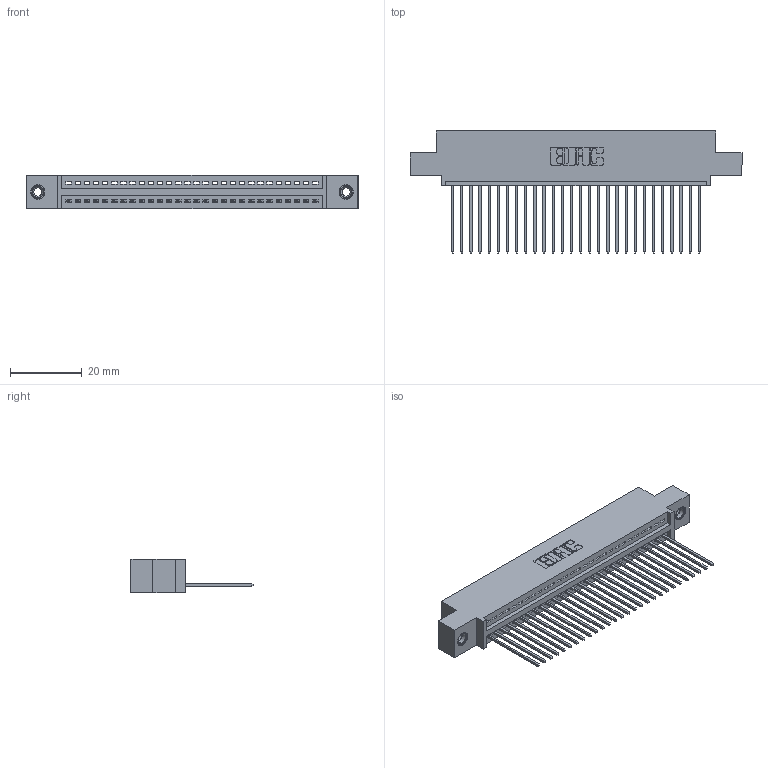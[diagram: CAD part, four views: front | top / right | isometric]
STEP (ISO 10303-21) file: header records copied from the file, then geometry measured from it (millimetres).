
FILE_DESCRIPTION (( 'STEP AP203' ), '1' );
FILE_NAME ('395-028-541-408.STEP', '2019-10-19T04:03:54', ( '' ), ( '' ), 'SwSTEP 2.0', 'SolidWorks 2016', '' );
FILE_SCHEMA (( 'CONFIG_CONTROL_DESIGN' ));
Length unit declared in the file: inch
Products named in the file (4): 345-250-001_345-250-003-102; 345-292-001_345-293-141; 345 Part_0.110 Offset - 0.156 Dia-TI; 395-028-541-408
Assembly tree (31 placements, depth 2):
  395-028-541-408
    345 Part_0.110 Offset - 0.156 Dia-TI
    345-292-001_345-293-141  x28
    345-250-001_345-250-003-102  x2
Bounding box: 92.33 x 33.96 x 9.4 mm (x, y, z)
Volume: 8667.3 mm3; surface area: 11972.5 mm2
Topology: 31 solids, 31 shells, 1814 faces, 5417 edges, 3566 vertices
Faces by surface type: plane 1236, cylinder 562, cone 12, torus 4
Entity records: 24294 total; most frequent: CARTESIAN_POINT 4191, ORIENTED_EDGE 4146, DIRECTION 3707, EDGE_CURVE 2073, VECTOR 1809, LINE 1809, VERTEX_POINT 1376, AXIS2_PLACEMENT_3D 949
